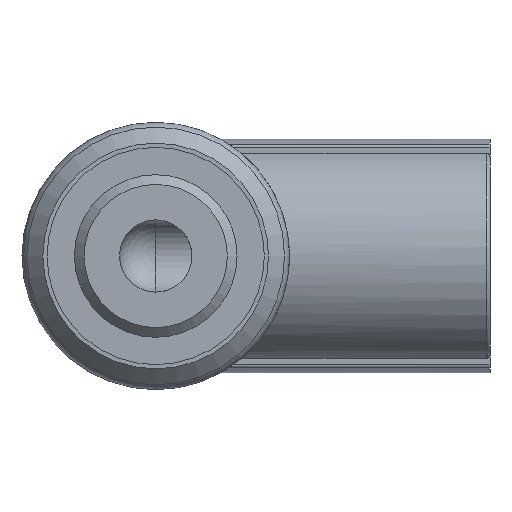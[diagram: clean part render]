
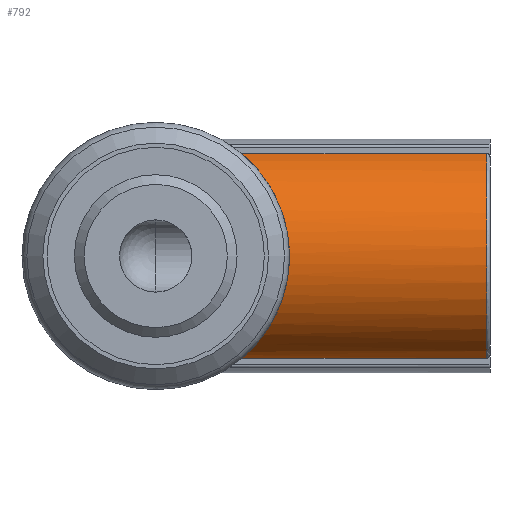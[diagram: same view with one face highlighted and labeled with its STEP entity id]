
A CAD part, front view. The second image highlights one B-rep face of the part: STEP entity #792.
In plain terms, the highlighted cylindrical face has radius 6.5 mm (diameter 13 mm), a partial arc.
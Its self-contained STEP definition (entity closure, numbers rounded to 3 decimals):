
#34=CYLINDRICAL_SURFACE('',#885,6.5);
#60=B_SPLINE_CURVE_WITH_KNOTS('',3,(#1353,#1354,#1355,#1356,#1357,#1358,
#1359,#1360,#1361,#1362,#1363),.UNSPECIFIED.,.F.,.F.,(4,1,1,1,1,1,1,1,4),
(0.024,0.026,0.028,0.03,
0.032,0.035,0.037,0.039,
0.041),.UNSPECIFIED.);
#87=LINE('',#1387,#119);
#88=LINE('',#1389,#120);
#119=VECTOR('',#1046,1000.);
#120=VECTOR('',#1047,1000.);
#199=ORIENTED_EDGE('',*,*,#403,.F.);
#200=ORIENTED_EDGE('',*,*,#396,.T.);
#201=ORIENTED_EDGE('',*,*,#404,.F.);
#202=ORIENTED_EDGE('',*,*,#405,.F.);
#396=EDGE_CURVE('',#495,#494,#60,.T.);
#403=EDGE_CURVE('',#495,#501,#87,.T.);
#404=EDGE_CURVE('',#502,#494,#88,.F.);
#405=EDGE_CURVE('',#501,#502,#559,.T.);
#494=VERTEX_POINT('',#1352);
#495=VERTEX_POINT('',#1364);
#501=VERTEX_POINT('',#1388);
#502=VERTEX_POINT('',#1390);
#559=CIRCLE('',#886,6.5);
#606=EDGE_LOOP('',(#199,#200,#201,#202));
#691=FACE_BOUND('',#606,.T.);
#792=ADVANCED_FACE('',(#691),#34,.T.);
#885=AXIS2_PLACEMENT_3D('',#1386,#1044,#1045);
#886=AXIS2_PLACEMENT_3D('',#1391,#1048,#1049);
#1044=DIRECTION('',(1.,0.,0.));
#1045=DIRECTION('',(0.,0.,-1.));
#1046=DIRECTION('',(1.,0.,0.));
#1047=DIRECTION('',(1.,0.,0.));
#1048=DIRECTION('',(1.,0.,0.));
#1049=DIRECTION('',(0.,0.,-1.));
#1352=CARTESIAN_POINT('',(5.142,8.133,-6.128));
#1353=CARTESIAN_POINT('',(5.142,8.133,6.128));
#1354=CARTESIAN_POINT('',(5.406,7.508,5.907));
#1355=CARTESIAN_POINT('',(6.059,6.377,5.297));
#1356=CARTESIAN_POINT('',(7.038,5.011,3.944));
#1357=CARTESIAN_POINT('',(7.796,4.049,2.156));
#1358=CARTESIAN_POINT('',(8.1,3.678,0.014));
#1359=CARTESIAN_POINT('',(7.804,4.039,-2.129));
#1360=CARTESIAN_POINT('',(7.044,5.003,-3.935));
#1361=CARTESIAN_POINT('',(6.061,6.374,-5.295));
#1362=CARTESIAN_POINT('',(5.407,7.505,-5.906));
#1363=CARTESIAN_POINT('',(5.142,8.133,-6.128));
#1364=CARTESIAN_POINT('',(5.142,8.133,6.128));
#1386=CARTESIAN_POINT('',(20.,10.3,0.));
#1387=CARTESIAN_POINT('',(20.,8.133,6.128));
#1388=CARTESIAN_POINT('',(19.8,8.133,6.128));
#1389=CARTESIAN_POINT('',(20.,8.133,-6.128));
#1390=CARTESIAN_POINT('',(19.8,8.133,-6.128));
#1391=CARTESIAN_POINT('',(19.8,10.3,0.));
